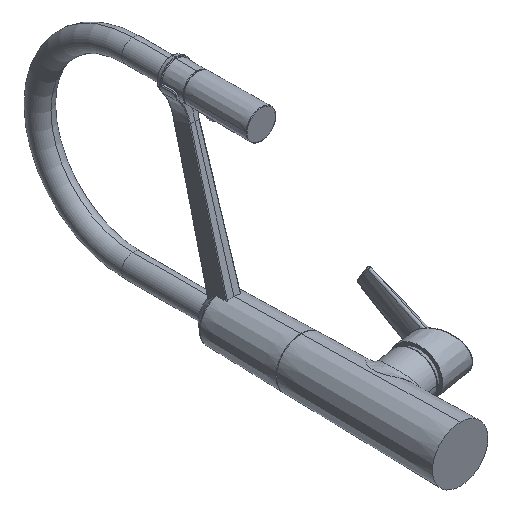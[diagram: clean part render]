
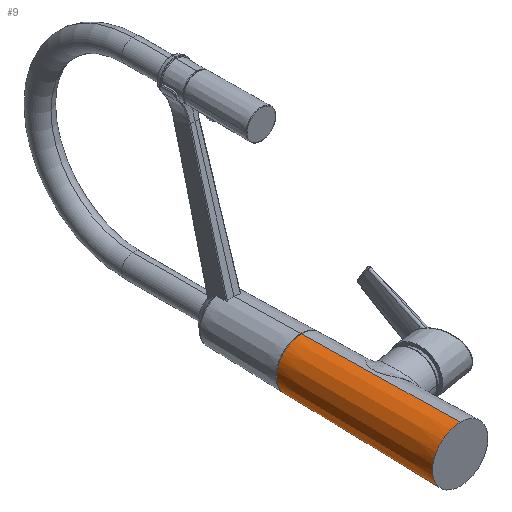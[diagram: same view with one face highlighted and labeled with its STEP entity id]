
A CAD part, isometric view. The second image highlights one B-rep face of the part: STEP entity #9.
In plain terms, the highlighted conical face has half-angle 1 degrees and reference radius 26.3 mm.
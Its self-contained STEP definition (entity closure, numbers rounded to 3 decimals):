
#9 = ADVANCED_FACE ( 'NONE', ( #1587 ), #7523, .T. ) ;
#279 = ORIENTED_EDGE ( 'NONE', *, *, #5640, .F. ) ;
#546 = CARTESIAN_POINT ( 'NONE',  ( 0., 170.5, 26.815 ) ) ;
#1058 = CIRCLE ( 'NONE', #2903, 26.815 ) ;
#1381 = DIRECTION ( 'NONE',  ( 0., 0., 1. ) ) ;
#1587 = FACE_OUTER_BOUND ( 'NONE', #6727, .T. ) ;
#1624 = CARTESIAN_POINT ( 'NONE',  ( 0., 200., 26.3 ) ) ;
#1649 = AXIS2_PLACEMENT_3D ( 'NONE', #10011, #5184, #1381 ) ;
#2281 = AXIS2_PLACEMENT_3D ( 'NONE', #7781, #2958, #6954 ) ;
#2333 = EDGE_CURVE ( 'NONE', #2518, #8509, #7425, .T. ) ;
#2518 = VERTEX_POINT ( 'NONE', #546 ) ;
#2549 = CARTESIAN_POINT ( 'NONE',  ( 0., 0., -29.791 ) ) ;
#2903 = AXIS2_PLACEMENT_3D ( 'NONE', #7780, #2957, #8577 ) ;
#2957 = DIRECTION ( 'NONE',  ( 0., 1., 0. ) ) ;
#2958 = DIRECTION ( 'NONE',  ( 0., -1., 0. ) ) ;
#2984 = ORIENTED_EDGE ( 'NONE', *, *, #4886, .T. ) ;
#3083 = VECTOR ( 'NONE', #10079, 1000. ) ;
#3474 = EDGE_CURVE ( 'NONE', #9811, #8509, #5251, .T. ) ;
#3587 = VERTEX_POINT ( 'NONE', #7999 ) ;
#4423 = CARTESIAN_POINT ( 'NONE',  ( 0., 200., -26.3 ) ) ;
#4642 = ORIENTED_EDGE ( 'NONE', *, *, #3474, .T. ) ;
#4886 = EDGE_CURVE ( 'NONE', #3587, #9811, #4967, .T. ) ;
#4967 = LINE ( 'NONE', #4423, #3083 ) ;
#5184 = DIRECTION ( 'NONE',  ( 0., 1., 0. ) ) ;
#5251 = CIRCLE ( 'NONE', #1649, 29.791 ) ;
#5640 = EDGE_CURVE ( 'NONE', #3587, #2518, #1058, .T. ) ;
#5767 = VECTOR ( 'NONE', #8076, 1000. ) ;
#6727 = EDGE_LOOP ( 'NONE', ( #279, #2984, #4642, #9932 ) ) ;
#6954 = DIRECTION ( 'NONE',  ( 0., 0., 1. ) ) ;
#7425 = LINE ( 'NONE', #1624, #5767 ) ;
#7523 = CONICAL_SURFACE ( 'NONE', #2281, 26.3, 0.017 ) ;
#7733 = CARTESIAN_POINT ( 'NONE',  ( 0., 0., 29.791 ) ) ;
#7780 = CARTESIAN_POINT ( 'NONE',  ( 0., 170.5, 0. ) ) ;
#7781 = CARTESIAN_POINT ( 'NONE',  ( 0., 200., 0. ) ) ;
#7999 = CARTESIAN_POINT ( 'NONE',  ( 0., 170.5, -26.815 ) ) ;
#8076 = DIRECTION ( 'NONE',  ( 0., -1., 0.017 ) ) ;
#8509 = VERTEX_POINT ( 'NONE', #7733 ) ;
#8577 = DIRECTION ( 'NONE',  ( 1., 0., 0. ) ) ;
#9811 = VERTEX_POINT ( 'NONE', #2549 ) ;
#9932 = ORIENTED_EDGE ( 'NONE', *, *, #2333, .F. ) ;
#10011 = CARTESIAN_POINT ( 'NONE',  ( 0., 0., 0. ) ) ;
#10079 = DIRECTION ( 'NONE',  ( 0., -1., -0.017 ) ) ;
